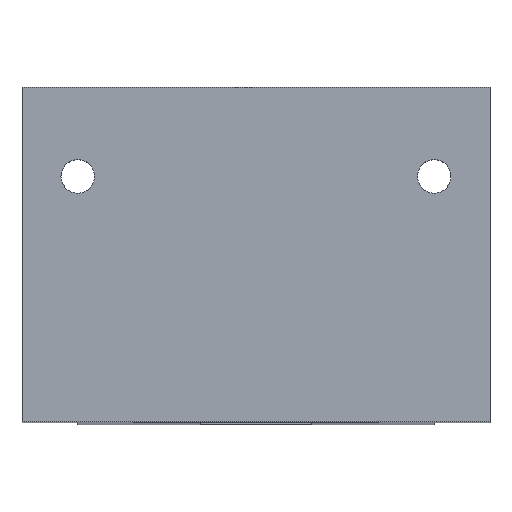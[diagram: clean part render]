
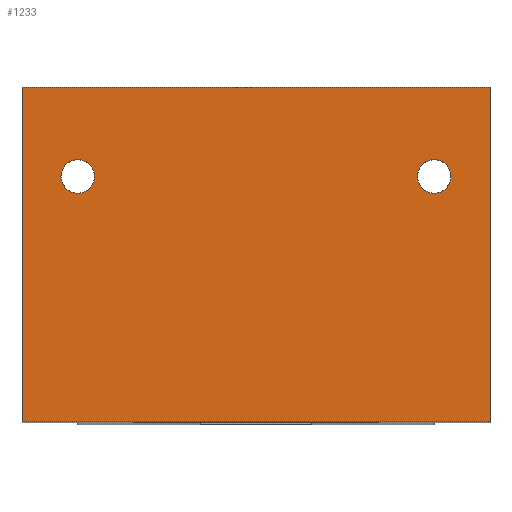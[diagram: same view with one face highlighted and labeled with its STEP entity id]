
A CAD part, top view. The second image highlights one B-rep face of the part: STEP entity #1233.
In plain terms, the highlighted planar face has unit normal (0, 0, 1).
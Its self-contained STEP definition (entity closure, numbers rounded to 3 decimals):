
#2 = ORIENTED_EDGE ( 'NONE', *, *, #184, .T. ) ;
#69 = EDGE_CURVE ( 'NONE', #1790, #468, #643, .T. ) ;
#80 = CARTESIAN_POINT ( 'NONE',  ( -16., 22., 160. ) ) ;
#101 = VECTOR ( 'NONE', #491, 1000. ) ;
#128 = DIRECTION ( 'NONE',  ( 0., 0., -1. ) ) ;
#166 = DIRECTION ( 'NONE',  ( -1., 0., 0. ) ) ;
#184 = EDGE_CURVE ( 'NONE', #530, #1737, #1249, .T. ) ;
#200 = CARTESIAN_POINT ( 'NONE',  ( -79.31, 30., 160. ) ) ;
#227 = AXIS2_PLACEMENT_3D ( 'NONE', #1938, #1085, #1679 ) ;
#246 = CARTESIAN_POINT ( 'NONE',  ( -16., 20.5, 160. ) ) ;
#250 = DIRECTION ( 'NONE',  ( 0., 1., 0. ) ) ;
#264 = ORIENTED_EDGE ( 'NONE', *, *, #1663, .T. ) ;
#327 = LINE ( 'NONE', #200, #101 ) ;
#340 = ORIENTED_EDGE ( 'NONE', *, *, #811, .T. ) ;
#384 = CIRCLE ( 'NONE', #1748, 1.5 ) ;
#446 = DIRECTION ( 'NONE',  ( 0., -1., 0. ) ) ;
#466 = ORIENTED_EDGE ( 'NONE', *, *, #635, .F. ) ;
#468 = VERTEX_POINT ( 'NONE', #1392 ) ;
#469 = PLANE ( 'NONE',  #227 ) ;
#491 = DIRECTION ( 'NONE',  ( 1., 0., 0. ) ) ;
#525 = ORIENTED_EDGE ( 'NONE', *, *, #1483, .T. ) ;
#530 = VERTEX_POINT ( 'NONE', #246 ) ;
#542 = VECTOR ( 'NONE', #166, 1000. ) ;
#617 = CARTESIAN_POINT ( 'NONE',  ( 21., 0., 160. ) ) ;
#635 = EDGE_CURVE ( 'NONE', #1537, #1790, #327, .T. ) ;
#643 = LINE ( 'NONE', #1420, #1577 ) ;
#733 = EDGE_LOOP ( 'NONE', ( #766, #1731, #466, #1213 ) ) ;
#734 = CARTESIAN_POINT ( 'NONE',  ( 16., 23.5, 160. ) ) ;
#755 = DIRECTION ( 'NONE',  ( 0., 0., -1. ) ) ;
#766 = ORIENTED_EDGE ( 'NONE', *, *, #1174, .F. ) ;
#778 = FACE_BOUND ( 'NONE', #814, .T. ) ;
#810 = CIRCLE ( 'NONE', #838, 1.5 ) ;
#811 = EDGE_CURVE ( 'NONE', #1769, #1203, #1908, .T. ) ;
#814 = EDGE_LOOP ( 'NONE', ( #264, #340 ) ) ;
#838 = AXIS2_PLACEMENT_3D ( 'NONE', #80, #1454, #250 ) ;
#956 = DIRECTION ( 'NONE',  ( 0., -1., 0. ) ) ;
#989 = CARTESIAN_POINT ( 'NONE',  ( -21., 0., 160. ) ) ;
#1030 = DIRECTION ( 'NONE',  ( 0., 1., 0. ) ) ;
#1050 = LINE ( 'NONE', #1523, #1252 ) ;
#1060 = AXIS2_PLACEMENT_3D ( 'NONE', #1501, #128, #1030 ) ;
#1071 = CARTESIAN_POINT ( 'NONE',  ( 16., 22., 160. ) ) ;
#1085 = DIRECTION ( 'NONE',  ( 0., 0., 1. ) ) ;
#1139 = CARTESIAN_POINT ( 'NONE',  ( -21., 30., 160. ) ) ;
#1174 = EDGE_CURVE ( 'NONE', #468, #1822, #1507, .T. ) ;
#1203 = VERTEX_POINT ( 'NONE', #734 ) ;
#1213 = ORIENTED_EDGE ( 'NONE', *, *, #1660, .T. ) ;
#1233 = ADVANCED_FACE ( 'NONE', ( #1791, #778, #1828 ), #469, .T. ) ;
#1249 = CIRCLE ( 'NONE', #1438, 1.5 ) ;
#1252 = VECTOR ( 'NONE', #446, 1000. ) ;
#1332 = DIRECTION ( 'NONE',  ( 0., 1., 0. ) ) ;
#1385 = CARTESIAN_POINT ( 'NONE',  ( 21., 30., 160. ) ) ;
#1392 = CARTESIAN_POINT ( 'NONE',  ( 21., 0., 160. ) ) ;
#1419 = CARTESIAN_POINT ( 'NONE',  ( -16., 23.5, 160. ) ) ;
#1420 = CARTESIAN_POINT ( 'NONE',  ( 21., 3., 160. ) ) ;
#1438 = AXIS2_PLACEMENT_3D ( 'NONE', #1758, #1745, #1332 ) ;
#1448 = EDGE_LOOP ( 'NONE', ( #525, #2 ) ) ;
#1454 = DIRECTION ( 'NONE',  ( 0., 0., -1. ) ) ;
#1483 = EDGE_CURVE ( 'NONE', #1737, #530, #810, .T. ) ;
#1501 = CARTESIAN_POINT ( 'NONE',  ( 16., 22., 160. ) ) ;
#1505 = DIRECTION ( 'NONE',  ( 0., 1., 0. ) ) ;
#1507 = LINE ( 'NONE', #617, #542 ) ;
#1523 = CARTESIAN_POINT ( 'NONE',  ( -21., 3., 160. ) ) ;
#1537 = VERTEX_POINT ( 'NONE', #1139 ) ;
#1577 = VECTOR ( 'NONE', #956, 1000. ) ;
#1660 = EDGE_CURVE ( 'NONE', #1537, #1822, #1050, .T. ) ;
#1663 = EDGE_CURVE ( 'NONE', #1203, #1769, #384, .T. ) ;
#1679 = DIRECTION ( 'NONE',  ( 1., 0., 0. ) ) ;
#1691 = CARTESIAN_POINT ( 'NONE',  ( 16., 20.5, 160. ) ) ;
#1731 = ORIENTED_EDGE ( 'NONE', *, *, #69, .F. ) ;
#1737 = VERTEX_POINT ( 'NONE', #1419 ) ;
#1745 = DIRECTION ( 'NONE',  ( 0., 0., -1. ) ) ;
#1748 = AXIS2_PLACEMENT_3D ( 'NONE', #1071, #755, #1505 ) ;
#1758 = CARTESIAN_POINT ( 'NONE',  ( -16., 22., 160. ) ) ;
#1769 = VERTEX_POINT ( 'NONE', #1691 ) ;
#1790 = VERTEX_POINT ( 'NONE', #1385 ) ;
#1791 = FACE_BOUND ( 'NONE', #1448, .T. ) ;
#1822 = VERTEX_POINT ( 'NONE', #989 ) ;
#1828 = FACE_OUTER_BOUND ( 'NONE', #733, .T. ) ;
#1908 = CIRCLE ( 'NONE', #1060, 1.5 ) ;
#1938 = CARTESIAN_POINT ( 'NONE',  ( 21., 3., 160. ) ) ;
